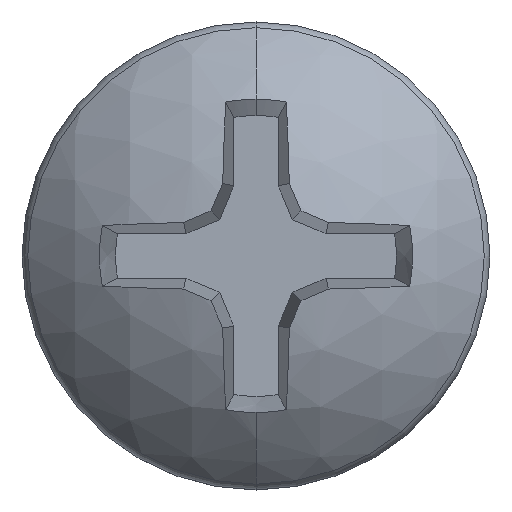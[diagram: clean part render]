
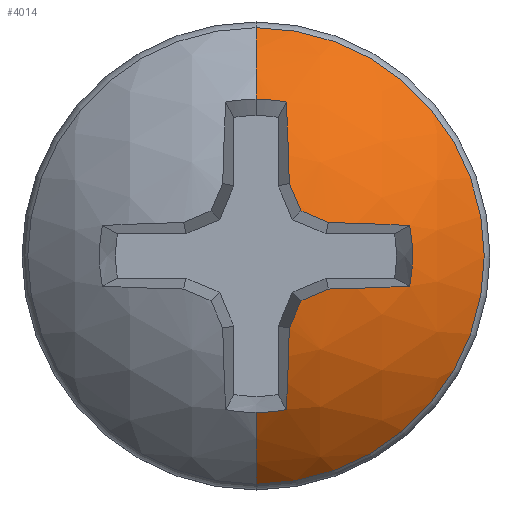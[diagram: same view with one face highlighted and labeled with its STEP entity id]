
A CAD part, top view. The second image highlights one B-rep face of the part: STEP entity #4014.
In plain terms, the highlighted spherical face has radius 3.543 mm.
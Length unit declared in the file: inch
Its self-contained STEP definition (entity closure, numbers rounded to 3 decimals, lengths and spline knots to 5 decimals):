
#85 = VERTEX_POINT ( 'NONE', #3817 ) ;
#109 = VERTEX_POINT ( 'NONE', #2927 ) ;
#114 = CARTESIAN_POINT ( 'NONE',  ( 0.01428, -0.00592, 0.18916 ) ) ;
#121 = CARTESIAN_POINT ( 'NONE',  ( 0., 0., 0.30918 ) ) ;
#179 = EDGE_CURVE ( 'NONE', #3232, #5620, #5492, .T. ) ;
#313 = ORIENTED_EDGE ( 'NONE', *, *, #179, .T. ) ;
#374 = ORIENTED_EDGE ( 'NONE', *, *, #4628, .T. ) ;
#424 = CARTESIAN_POINT ( 'NONE',  ( 0.07193, -0.01418, 0.30918 ) ) ;
#462 = CARTESIAN_POINT ( 'NONE',  ( 0.03388, -0.01556, 0.32493 ) ) ;
#528 = ORIENTED_EDGE ( 'NONE', *, *, #2536, .T. ) ;
#567 = AXIS2_PLACEMENT_3D ( 'NONE', #893, #4485, #2290 ) ;
#576 = AXIS2_PLACEMENT_3D ( 'NONE', #121, #3263, #1914 ) ;
#590 = VERTEX_POINT ( 'NONE', #5107 ) ;
#677 = CIRCLE ( 'NONE', #4238, 0.13943 ) ;
#811 = DIRECTION ( 'NONE',  ( 0., 0., -1. ) ) ;
#814 = ORIENTED_EDGE ( 'NONE', *, *, #4318, .T. ) ;
#852 = CARTESIAN_POINT ( 'NONE',  ( 0., 0.07331, 0.30918 ) ) ;
#853 = VERTEX_POINT ( 'NONE', #4875 ) ;
#857 = VERTEX_POINT ( 'NONE', #1257 ) ;
#893 = CARTESIAN_POINT ( 'NONE',  ( 0.01428, 0.00592, 0.18916 ) ) ;
#976 = DIRECTION ( 'NONE',  ( -0.383, -0.924, 0. ) ) ;
#1023 = VERTEX_POINT ( 'NONE', #424 ) ;
#1142 = ORIENTED_EDGE ( 'NONE', *, *, #5058, .F. ) ;
#1204 = CIRCLE ( 'NONE', #1598, 0.13943 ) ;
#1247 = DIRECTION ( 'NONE',  ( 1., 0., 0. ) ) ;
#1257 = CARTESIAN_POINT ( 'NONE',  ( 0.01556, -0.03388, 0.32493 ) ) ;
#1387 = ORIENTED_EDGE ( 'NONE', *, *, #2820, .T. ) ;
#1413 = CARTESIAN_POINT ( 'NONE',  ( 0.01418, 0.07193, 0.30918 ) ) ;
#1463 = VERTEX_POINT ( 'NONE', #4691 ) ;
#1462 = AXIS2_PLACEMENT_3D ( 'NONE', #5525, #2822, #5486 ) ;
#1525 = CARTESIAN_POINT ( 'NONE',  ( 0., 0., 0.19052 ) ) ;
#1528 = AXIS2_PLACEMENT_3D ( 'NONE', #4292, #1749, #2500 ) ;
#1541 = DIRECTION ( 'NONE',  ( 0., 0., 1. ) ) ;
#1566 = EDGE_LOOP ( 'NONE', ( #4013, #4534, #1142, #3168, #313, #528, #4924, #374, #4703, #3336, #814, #2668, #1387, #2728 ) ) ;
#1598 = AXIS2_PLACEMENT_3D ( 'NONE', #3073, #5787, #3969 ) ;
#1740 = DIRECTION ( 'NONE',  ( 0., 1., 0. ) ) ;
#1749 = DIRECTION ( 'NONE',  ( 0.996, 0., -0.087 ) ) ;
#1752 = CARTESIAN_POINT ( 'NONE',  ( 0., 0., 0.19052 ) ) ;
#1754 = CARTESIAN_POINT ( 'NONE',  ( 0.00592, 0.01428, 0.18916 ) ) ;
#1760 = CARTESIAN_POINT ( 'NONE',  ( 0.01556, 0.03388, 0.32493 ) ) ;
#1804 = CIRCLE ( 'NONE', #5128, 0.13943 ) ;
#1850 = CARTESIAN_POINT ( 'NONE',  ( 0.07193, 0.01418, 0.30918 ) ) ;
#1855 = CIRCLE ( 'NONE', #2792, 0.13862 ) ;
#1911 = DIRECTION ( 'NONE',  ( 0., -0.996, -0.087 ) ) ;
#1914 = DIRECTION ( 'NONE',  ( 0., 1., 0. ) ) ;
#1984 = VERTEX_POINT ( 'NONE', #1760 ) ;
#1998 = CIRCLE ( 'NONE', #1462, 0.13948 ) ;
#2057 = DIRECTION ( 'NONE',  ( 0., -0.087, 0.996 ) ) ;
#2275 = CIRCLE ( 'NONE', #4939, 0.07331 ) ;
#2282 = CIRCLE ( 'NONE', #4459, 0.13948 ) ;
#2290 = DIRECTION ( 'NONE',  ( 0.383, -0.924, 0. ) ) ;
#2298 = CARTESIAN_POINT ( 'NONE',  ( 0., -0.07331, 0.30918 ) ) ;
#2355 = CARTESIAN_POINT ( 'NONE',  ( 0., -0.00377, 0.19019 ) ) ;
#2411 = CIRCLE ( 'NONE', #567, 0.13862 ) ;
#2439 = CARTESIAN_POINT ( 'NONE',  ( 0.00592, -0.01428, 0.18916 ) ) ;
#2500 = DIRECTION ( 'NONE',  ( 0.087, 0., 0.996 ) ) ;
#2504 = EDGE_CURVE ( 'NONE', #85, #2630, #1204, .T. ) ;
#2536 = EDGE_CURVE ( 'NONE', #5620, #1984, #4029, .T. ) ;
#2630 = VERTEX_POINT ( 'NONE', #1850 ) ;
#2668 = ORIENTED_EDGE ( 'NONE', *, *, #2971, .T. ) ;
#2725 = DIRECTION ( 'NONE',  ( 0.087, 0., 0.996 ) ) ;
#2728 = ORIENTED_EDGE ( 'NONE', *, *, #4139, .T. ) ;
#2742 = CARTESIAN_POINT ( 'NONE',  ( 0., 0., 0.28021 ) ) ;
#2789 = AXIS2_PLACEMENT_3D ( 'NONE', #5769, #811, #1740 ) ;
#2792 = AXIS2_PLACEMENT_3D ( 'NONE', #2439, #5592, #4217 ) ;
#2820 = EDGE_CURVE ( 'NONE', #3044, #857, #3880, .T. ) ;
#2822 = DIRECTION ( 'NONE',  ( 1., 0., 0. ) ) ;
#2927 = CARTESIAN_POINT ( 'NONE',  ( 0., 0.10682, 0.28021 ) ) ;
#2971 = EDGE_CURVE ( 'NONE', #3223, #3044, #1855, .T. ) ;
#3044 = VERTEX_POINT ( 'NONE', #3312 ) ;
#3073 = CARTESIAN_POINT ( 'NONE',  ( 0., 0.00377, 0.19019 ) ) ;
#3168 = ORIENTED_EDGE ( 'NONE', *, *, #4891, .F. ) ;
#3180 = FACE_OUTER_BOUND ( 'NONE', #1566, .T. ) ;
#3202 = DIRECTION ( 'NONE',  ( 0., 0., -1. ) ) ;
#3223 = VERTEX_POINT ( 'NONE', #462 ) ;
#3229 = DIRECTION ( 'NONE',  ( 0., 0., -1. ) ) ;
#3232 = VERTEX_POINT ( 'NONE', #852 ) ;
#3236 = DIRECTION ( 'NONE',  ( 0.92, -0.381, -0.087 ) ) ;
#3262 = DIRECTION ( 'NONE',  ( -1., 0., 0. ) ) ;
#3263 = DIRECTION ( 'NONE',  ( 0., 0., -1. ) ) ;
#3312 = CARTESIAN_POINT ( 'NONE',  ( 0.02105, -0.02105, 0.32679 ) ) ;
#3336 = ORIENTED_EDGE ( 'NONE', *, *, #3504, .T. ) ;
#3496 = EDGE_CURVE ( 'NONE', #1984, #853, #2411, .T. ) ;
#3504 = EDGE_CURVE ( 'NONE', #2630, #1023, #2275, .T. ) ;
#3590 = DIRECTION ( 'NONE',  ( 0., 1., 0. ) ) ;
#3625 = DIRECTION ( 'NONE',  ( 0.996, 0., -0.087 ) ) ;
#3683 = AXIS2_PLACEMENT_3D ( 'NONE', #1752, #1247, #4428 ) ;
#3798 = EDGE_CURVE ( 'NONE', #590, #5005, #5076, .T. ) ;
#3817 = CARTESIAN_POINT ( 'NONE',  ( 0.03388, 0.01556, 0.32493 ) ) ;
#3880 = CIRCLE ( 'NONE', #5414, 0.13862 ) ;
#3969 = DIRECTION ( 'NONE',  ( 0., -0.087, -0.996 ) ) ;
#4013 = ORIENTED_EDGE ( 'NONE', *, *, #3798, .T. ) ;
#4014 = ADVANCED_FACE ( 'NONE', ( #3180 ), #5278, .T. ) ;
#4029 = CIRCLE ( 'NONE', #1528, 0.13943 ) ;
#4139 = EDGE_CURVE ( 'NONE', #857, #590, #677, .T. ) ;
#4217 = DIRECTION ( 'NONE',  ( -0.924, -0.383, 0. ) ) ;
#4238 = AXIS2_PLACEMENT_3D ( 'NONE', #5402, #3625, #2725 ) ;
#4241 = CIRCLE ( 'NONE', #5466, 0.10682 ) ;
#4292 = CARTESIAN_POINT ( 'NONE',  ( 0.00377, 0., 0.19019 ) ) ;
#4318 = EDGE_CURVE ( 'NONE', #1023, #3223, #1804, .T. ) ;
#4428 = DIRECTION ( 'NONE',  ( 0., 1., 0. ) ) ;
#4459 = AXIS2_PLACEMENT_3D ( 'NONE', #1525, #3262, #1541 ) ;
#4478 = DIRECTION ( 'NONE',  ( 0.381, 0.92, -0.087 ) ) ;
#4485 = DIRECTION ( 'NONE',  ( 0.92, 0.381, -0.087 ) ) ;
#4534 = ORIENTED_EDGE ( 'NONE', *, *, #4980, .T. ) ;
#4537 = DIRECTION ( 'NONE',  ( 0., 1., 0. ) ) ;
#4628 = EDGE_CURVE ( 'NONE', #853, #85, #5011, .T. ) ;
#4651 = AXIS2_PLACEMENT_3D ( 'NONE', #1754, #4478, #5327 ) ;
#4691 = CARTESIAN_POINT ( 'NONE',  ( 0., -0.10682, 0.28021 ) ) ;
#4703 = ORIENTED_EDGE ( 'NONE', *, *, #2504, .T. ) ;
#4875 = CARTESIAN_POINT ( 'NONE',  ( 0.02105, 0.02105, 0.32679 ) ) ;
#4891 = EDGE_CURVE ( 'NONE', #3232, #109, #2282, .T. ) ;
#4924 = ORIENTED_EDGE ( 'NONE', *, *, #3496, .T. ) ;
#4939 = AXIS2_PLACEMENT_3D ( 'NONE', #5417, #3229, #3590 ) ;
#4980 = EDGE_CURVE ( 'NONE', #5005, #1463, #1998, .T. ) ;
#5005 = VERTEX_POINT ( 'NONE', #2298 ) ;
#5011 = CIRCLE ( 'NONE', #4651, 0.13862 ) ;
#5058 = EDGE_CURVE ( 'NONE', #109, #1463, #4241, .T. ) ;
#5076 = CIRCLE ( 'NONE', #576, 0.07331 ) ;
#5107 = CARTESIAN_POINT ( 'NONE',  ( 0.01418, -0.07193, 0.30918 ) ) ;
#5128 = AXIS2_PLACEMENT_3D ( 'NONE', #2355, #1911, #2057 ) ;
#5278 = SPHERICAL_SURFACE ( 'NONE', #3683, 0.13948 ) ;
#5327 = DIRECTION ( 'NONE',  ( 0.924, -0.383, 0. ) ) ;
#5402 = CARTESIAN_POINT ( 'NONE',  ( 0.00377, 0., 0.19019 ) ) ;
#5414 = AXIS2_PLACEMENT_3D ( 'NONE', #114, #3236, #976 ) ;
#5417 = CARTESIAN_POINT ( 'NONE',  ( 0., 0., 0.30918 ) ) ;
#5466 = AXIS2_PLACEMENT_3D ( 'NONE', #2742, #3202, #4537 ) ;
#5486 = DIRECTION ( 'NONE',  ( 0., 1., 0. ) ) ;
#5492 = CIRCLE ( 'NONE', #2789, 0.07331 ) ;
#5525 = CARTESIAN_POINT ( 'NONE',  ( 0., 0., 0.19052 ) ) ;
#5592 = DIRECTION ( 'NONE',  ( 0.381, -0.92, -0.087 ) ) ;
#5620 = VERTEX_POINT ( 'NONE', #1413 ) ;
#5769 = CARTESIAN_POINT ( 'NONE',  ( 0., 0., 0.30918 ) ) ;
#5787 = DIRECTION ( 'NONE',  ( 0., 0.996, -0.087 ) ) ;
